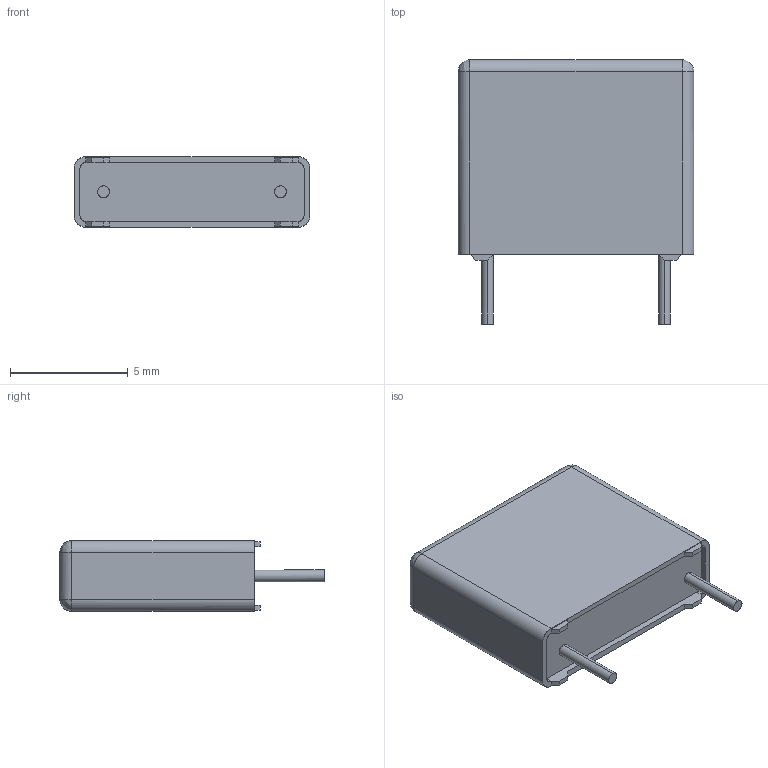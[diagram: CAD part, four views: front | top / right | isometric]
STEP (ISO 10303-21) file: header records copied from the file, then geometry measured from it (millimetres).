
FILE_DESCRIPTION(/* description */ (''),/* implementation_level */ '2;1');
FILE_NAME(/* name */ 'THF883~1',/* time_stamp */ '2017-04-05T20:25:45+03:00',/* author */ (''),/* organization */ (''),/* preprocessor_version */ 'ST-DEVELOPER v15',/* originating_system */ '',/* authorisation */ '');
FILE_SCHEMA (('AUTOMOTIVE_DESIGN'));
Length unit declared in the file: millimetre
Products named in the file (1): Document
Bounding box: 10 x 11.21 x 3 mm (x, y, z)
Surface area: 279.1 mm2 (no closed solid volume)
Topology: 0 solids, 51 shells, 51 faces, 236 edges, 232 vertices
Faces by surface type: plane 31, bspline 20
Entity records: 2885 total; most frequent: CARTESIAN_POINT 1189, ORIENTED_EDGE 232, EDGE_CURVE 232, VERTEX_POINT 232, B_SPLINE_CURVE_WITH_KNOTS 168, EDGE_LOOP 52, COLOUR_RGB 51, FILL_AREA_STYLE_COLOUR 51
